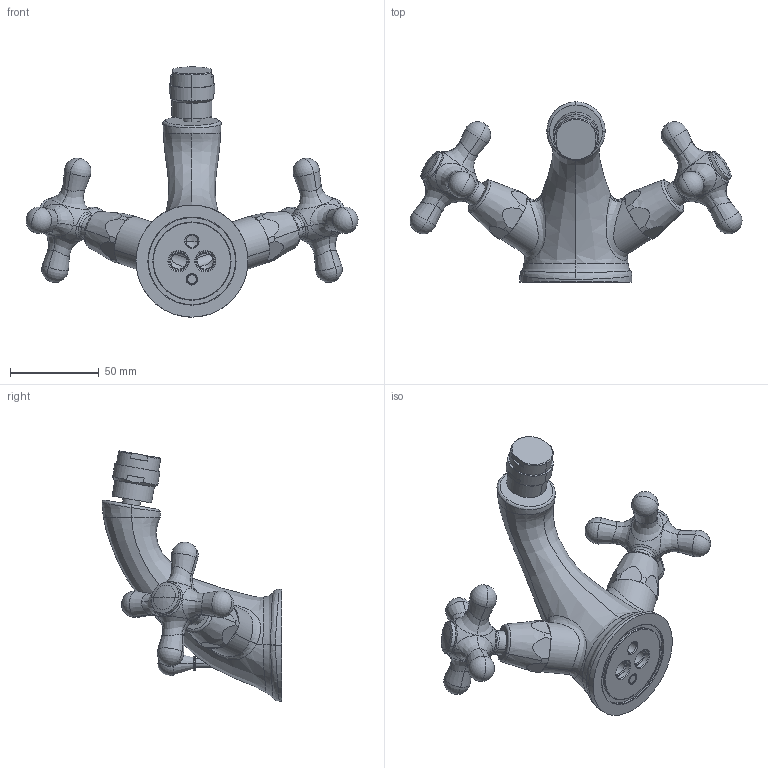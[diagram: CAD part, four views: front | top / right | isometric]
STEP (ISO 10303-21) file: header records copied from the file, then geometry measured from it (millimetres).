
FILE_DESCRIPTION((''),'2;1');
FILE_NAME('IRV125CR','2021-11-10T17:15:16',('ut3'),('PAFFONI SpA'),'CREO PARAMETRIC BY PTC INC, 2020044','CREO PARAMETRIC BY PTC INC, 2020044','');
FILE_SCHEMA(('CONFIG_CONTROL_DESIGN','SHAPE_APPEARANCE_LAYERS_GROUPS'));
Length unit declared in the file: millimetre
Products named in the file (1): IRV125CR
Bounding box: 186.77 x 101.25 x 140.75 mm (x, y, z)
Volume: 178508.2 mm3; surface area: 62714.1 mm2
Topology: 2 solids, 2 shells, 338 faces, 812 edges, 475 vertices
Faces by surface type: cylinder 85, plane 84, bspline 67, cone 60, torus 24, sphere 18
Entity records: 22108 total; most frequent: CARTESIAN_POINT 12359, ORIENTED_EDGE 1568, DIRECTION 1481, EDGE_CURVE 784, AXIS2_PLACEMENT_3D 635, VERTEX_POINT 475, EDGE_LOOP 367, CIRCLE 364
